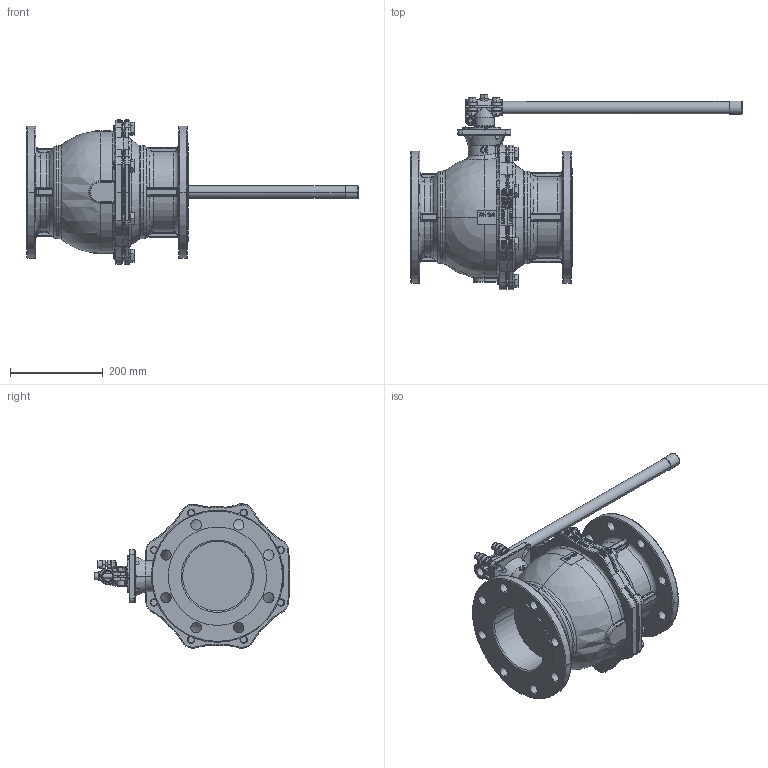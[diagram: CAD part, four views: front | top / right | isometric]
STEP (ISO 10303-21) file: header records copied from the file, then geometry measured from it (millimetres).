
FILE_DESCRIPTION(('STEP AP242'),'1');
FILE_NAME('0060006001150.stp','2025-05-23T09:02:15',('TraceParts'),('TraceParts S.A.'),'Spatial InterOp 3D',' ',' ');
FILE_SCHEMA(('AP242_MANAGED_MODEL_BASED_3D_ENGINEERING_MIM_LF {1 0 10303 442 1 1 4}'));
Length unit declared in the file: millimetre
Products named in the file (1): Volumenkörper1
Bounding box: 716 x 421.6 x 311.43 mm (x, y, z)
Volume: 13065348.4 mm3; surface area: 808725.5 mm2
Topology: 3 solids, 3 shells, 1915 faces, 4982 edges, 3100 vertices
Faces by surface type: cylinder 594, plane 542, bspline 352, torus 230, cone 187, sphere 10
Entity records: 89157 total; most frequent: CARTESIAN_POINT 28790, ORIENTED_EDGE 9876, DIRECTION 8952, EDGE_CURVE 4938, AXIS2_PLACEMENT_3D 3568, VERTEX_POINT 3100, EDGE_LOOP 2086, CIRCLE 1926
